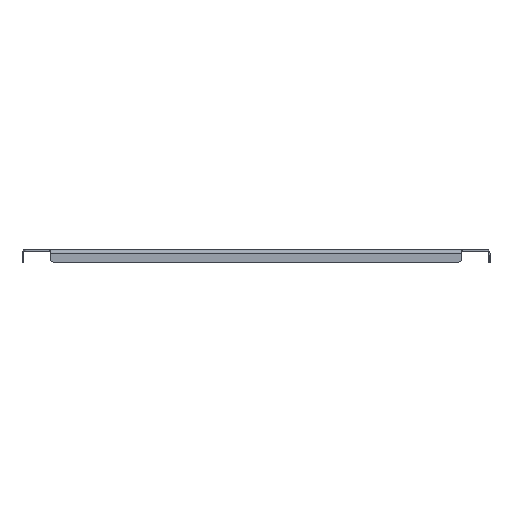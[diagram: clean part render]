
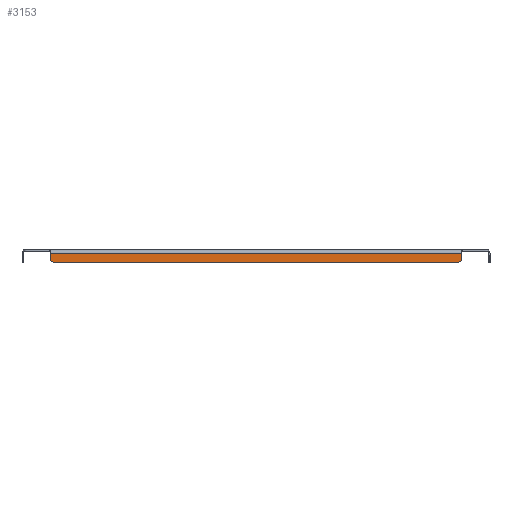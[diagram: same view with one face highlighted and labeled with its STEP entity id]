
A CAD part, front view. The second image highlights one B-rep face of the part: STEP entity #3153.
In plain terms, the highlighted planar face has unit normal (0, -1, 0).
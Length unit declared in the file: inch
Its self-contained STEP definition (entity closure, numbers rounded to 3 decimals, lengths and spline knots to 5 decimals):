
#9 = CARTESIAN_POINT ( 'NONE',  ( -14.49175, -16.47075, -0.608 ) ) ;
#53 = VERTEX_POINT ( 'NONE', #2521 ) ;
#289 = DIRECTION ( 'NONE',  ( 0., -1., 0. ) ) ;
#347 = CIRCLE ( 'NONE', #613, 0.25 ) ;
#354 = LINE ( 'NONE', #892, #2556 ) ;
#374 = CARTESIAN_POINT ( 'NONE',  ( 14.49175, -16.47075, -0.2465 ) ) ;
#388 = DIRECTION ( 'NONE',  ( 0., 0., -1. ) ) ;
#439 = VERTEX_POINT ( 'NONE', #1556 ) ;
#455 = VERTEX_POINT ( 'NONE', #9 ) ;
#613 = AXIS2_PLACEMENT_3D ( 'NONE', #2630, #289, #1351 ) ;
#640 = CARTESIAN_POINT ( 'NONE',  ( -16.36675, -16.47075, 0. ) ) ;
#675 = CARTESIAN_POINT ( 'NONE',  ( 14.24175, -16.47075, -0.858 ) ) ;
#802 = CARTESIAN_POINT ( 'NONE',  ( 14.49175, -16.47075, -0.2465 ) ) ;
#814 = ORIENTED_EDGE ( 'NONE', *, *, #1547, .T. ) ;
#842 = EDGE_CURVE ( 'NONE', #455, #868, #3027, .T. ) ;
#868 = VERTEX_POINT ( 'NONE', #1584 ) ;
#892 = CARTESIAN_POINT ( 'NONE',  ( -14.49175, -16.47075, 0. ) ) ;
#1067 = EDGE_CURVE ( 'NONE', #868, #1894, #2438, .T. ) ;
#1159 = CARTESIAN_POINT ( 'NONE',  ( -16.36675, -16.47075, -0.858 ) ) ;
#1164 = AXIS2_PLACEMENT_3D ( 'NONE', #640, #3208, #2410 ) ;
#1232 = ORIENTED_EDGE ( 'NONE', *, *, #1067, .T. ) ;
#1351 = DIRECTION ( 'NONE',  ( 0., 0., -1. ) ) ;
#1357 = ORIENTED_EDGE ( 'NONE', *, *, #842, .T. ) ;
#1396 = FACE_OUTER_BOUND ( 'NONE', #2428, .T. ) ;
#1398 = EDGE_CURVE ( 'NONE', #1894, #53, #347, .T. ) ;
#1450 = ORIENTED_EDGE ( 'NONE', *, *, #2211, .T. ) ;
#1472 = DIRECTION ( 'NONE',  ( 0., 0., 1. ) ) ;
#1535 = AXIS2_PLACEMENT_3D ( 'NONE', #1838, #2900, #1568 ) ;
#1543 = VECTOR ( 'NONE', #2822, 39.37008 ) ;
#1547 = EDGE_CURVE ( 'NONE', #53, #3281, #3059, .T. ) ;
#1556 = CARTESIAN_POINT ( 'NONE',  ( -14.49175, -16.47075, -0.2465 ) ) ;
#1568 = DIRECTION ( 'NONE',  ( 1., 0., 0. ) ) ;
#1584 = CARTESIAN_POINT ( 'NONE',  ( -14.24175, -16.47075, -0.858 ) ) ;
#1793 = LINE ( 'NONE', #802, #1543 ) ;
#1838 = CARTESIAN_POINT ( 'NONE',  ( -14.24175, -16.47075, -0.608 ) ) ;
#1859 = VECTOR ( 'NONE', #2190, 39.37008 ) ;
#1894 = VERTEX_POINT ( 'NONE', #675 ) ;
#1908 = PLANE ( 'NONE',  #1164 ) ;
#2046 = EDGE_CURVE ( 'NONE', #439, #3281, #1793, .T. ) ;
#2190 = DIRECTION ( 'NONE',  ( 1., 0., 0. ) ) ;
#2211 = EDGE_CURVE ( 'NONE', #439, #455, #354, .T. ) ;
#2235 = VECTOR ( 'NONE', #1472, 39.37008 ) ;
#2410 = DIRECTION ( 'NONE',  ( 0., 0., -1. ) ) ;
#2428 = EDGE_LOOP ( 'NONE', ( #1450, #1357, #1232, #3149, #814, #3041 ) ) ;
#2438 = LINE ( 'NONE', #1159, #1859 ) ;
#2521 = CARTESIAN_POINT ( 'NONE',  ( 14.49175, -16.47075, -0.608 ) ) ;
#2556 = VECTOR ( 'NONE', #388, 39.37008 ) ;
#2630 = CARTESIAN_POINT ( 'NONE',  ( 14.24175, -16.47075, -0.608 ) ) ;
#2822 = DIRECTION ( 'NONE',  ( 1., 0., 0. ) ) ;
#2900 = DIRECTION ( 'NONE',  ( 0., -1., 0. ) ) ;
#3010 = CARTESIAN_POINT ( 'NONE',  ( 14.49175, -16.47075, 0. ) ) ;
#3027 = CIRCLE ( 'NONE', #1535, 0.25 ) ;
#3041 = ORIENTED_EDGE ( 'NONE', *, *, #2046, .F. ) ;
#3059 = LINE ( 'NONE', #3010, #2235 ) ;
#3149 = ORIENTED_EDGE ( 'NONE', *, *, #1398, .T. ) ;
#3153 = ADVANCED_FACE ( 'NONE', ( #1396 ), #1908, .T. ) ;
#3208 = DIRECTION ( 'NONE',  ( 0., -1., 0. ) ) ;
#3281 = VERTEX_POINT ( 'NONE', #374 ) ;
